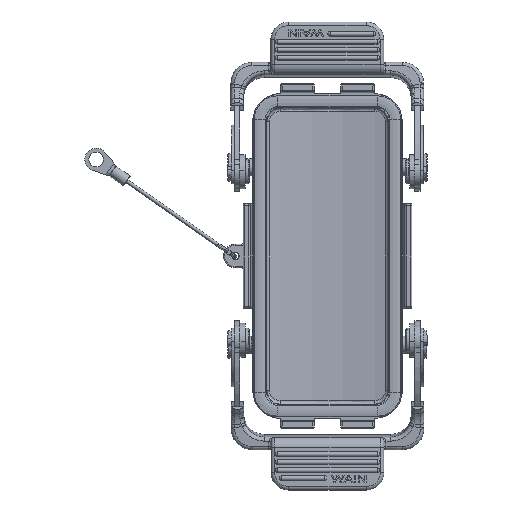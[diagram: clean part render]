
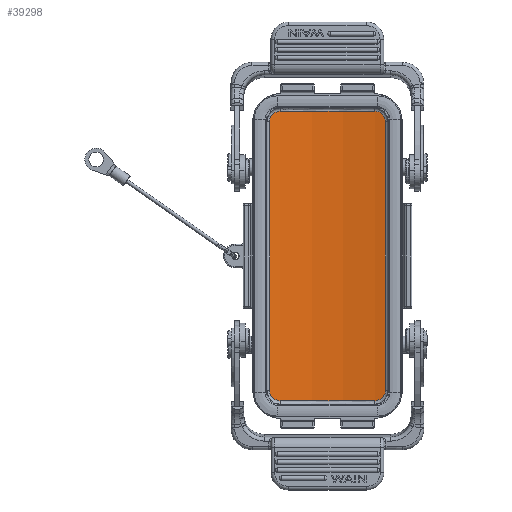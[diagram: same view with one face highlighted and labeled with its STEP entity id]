
A CAD part, front view. The second image highlights one B-rep face of the part: STEP entity #39298.
In plain terms, the highlighted cylindrical face has radius 77.4 mm (diameter 154.8 mm), a partial arc.
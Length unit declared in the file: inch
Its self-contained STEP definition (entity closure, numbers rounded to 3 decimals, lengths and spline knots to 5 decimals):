
#6648=CARTESIAN_POINT('',(0.,-2.86614,-1.64172));
#6649=DIRECTION('',(0.,0.,-1.));
#6650=DIRECTION('',(-0.176,0.984,0.));
#6651=AXIS2_PLACEMENT_3D('',#6648,#6649,#6650);
#6838=DIRECTION('',(0.,0.,-1.));
#6839=VECTOR('',#6838,3.04724);
#6840=CARTESIAN_POINT('',(0.65669,0.1095,
1.52362));
#6841=LINE('',#6840,#6839);
#6842=CARTESIAN_POINT('',(0.65669,0.1095,
-1.52362));
#6843=CARTESIAN_POINT('',(0.65671,0.1095,
-1.53384));
#6844=CARTESIAN_POINT('',(0.65417,0.11006,
-1.55367));
#6845=CARTESIAN_POINT('',(0.64186,0.11275,
-1.5834));
#6846=CARTESIAN_POINT('',(0.62322,0.11672,
-1.60757));
#6847=CARTESIAN_POINT('',(0.598,0.1219,
-1.62708));
#6848=CARTESIAN_POINT('',(0.56857,0.12764,
-1.63932));
#6849=CARTESIAN_POINT('',(0.5477,0.1315,
-1.64187));
#6850=CARTESIAN_POINT('',(0.53682,0.13345,
-1.64189));
#6852=DIRECTION('',(0.,0.,1.));
#6853=VECTOR('',#6852,3.04724);
#6854=CARTESIAN_POINT('',(-0.65669,0.1095,
-1.52362));
#6855=LINE('',#6854,#6853);
#6856=CARTESIAN_POINT('',(-0.65669,0.1095,
1.52362));
#6857=CARTESIAN_POINT('',(-0.65671,0.1095,
1.53384));
#6858=CARTESIAN_POINT('',(-0.65417,0.11006,
1.55367));
#6859=CARTESIAN_POINT('',(-0.64186,0.11275,
1.5834));
#6860=CARTESIAN_POINT('',(-0.62322,0.11672,
1.60757));
#6861=CARTESIAN_POINT('',(-0.598,0.1219,
1.62708));
#6862=CARTESIAN_POINT('',(-0.56857,0.12764,
1.63932));
#6863=CARTESIAN_POINT('',(-0.5477,0.1315,
1.64187));
#6864=CARTESIAN_POINT('',(-0.53682,0.13345,
1.64189));
#6866=CARTESIAN_POINT('',(0.,-2.86614,1.64172));
#6867=DIRECTION('',(0.,0.,-1.));
#6868=DIRECTION('',(-0.176,0.984,0.));
#6869=AXIS2_PLACEMENT_3D('',#6866,#6867,#6868);
#6871=CARTESIAN_POINT('',(0.53682,0.13345,
1.6418));
#6872=CARTESIAN_POINT('',(0.54773,0.13149,
1.64188));
#6873=CARTESIAN_POINT('',(0.56861,0.12763,
1.63927));
#6874=CARTESIAN_POINT('',(0.59741,0.12201,
1.62737));
#6875=CARTESIAN_POINT('',(0.6228,0.11681,
1.60806));
#6876=CARTESIAN_POINT('',(0.64174,0.11278,
1.58364));
#6877=CARTESIAN_POINT('',(0.65394,0.11011,
1.55454));
#6878=CARTESIAN_POINT('',(0.65663,0.10952,
1.5342));
#6879=CARTESIAN_POINT('',(0.65669,0.1095,
1.52362));
#6896=CARTESIAN_POINT('',(-0.65669,0.1095,
-1.52362));
#6897=CARTESIAN_POINT('',(-0.65664,0.10951,
-1.53412));
#6898=CARTESIAN_POINT('',(-0.65398,0.1101,
-1.55433));
#6899=CARTESIAN_POINT('',(-0.64188,0.11275,
-1.58339));
#6900=CARTESIAN_POINT('',(-0.62302,0.11676,
-1.60785));
#6901=CARTESIAN_POINT('',(-0.59763,0.12197,
-1.62723));
#6902=CARTESIAN_POINT('',(-0.56894,0.12757,
-1.63921));
#6903=CARTESIAN_POINT('',(-0.54781,0.13148,
-1.64186));
#6904=CARTESIAN_POINT('',(-0.53691,0.13343,
-1.6418));
#6906=CARTESIAN_POINT('',(-0.53691,0.13343,
-1.6418));
#22524=CARTESIAN_POINT('',(0.65669,0.1095,
1.52362));
#22525=VERTEX_POINT('',#22524);
#22526=VERTEX_POINT('',#6871);
#22529=CARTESIAN_POINT('',(0.65669,0.1095,
-1.52362));
#22530=VERTEX_POINT('',#22529);
#22531=VERTEX_POINT('',#6850);
#22540=CARTESIAN_POINT('',(-0.65669,0.1095,
-1.52362));
#22541=CARTESIAN_POINT('',(-0.65669,0.1095,
1.52362));
#22542=VERTEX_POINT('',#22540);
#22543=VERTEX_POINT('',#22541);
#22544=VERTEX_POINT('',#6864);
#22545=VERTEX_POINT('',#6906);
#39278=CARTESIAN_POINT('',(0.,-2.86614,-1.70753));
#39279=DIRECTION('',(0.,0.,1.));
#39280=DIRECTION('',(1.,0.,0.));
#39281=AXIS2_PLACEMENT_3D('',#39278,#39279,#39280);
#39282=CYLINDRICAL_SURFACE('',#39281,3.04724);
#39283=ORIENTED_EDGE('',*,*,#39271,.T.);
#39284=ORIENTED_EDGE('',*,*,#39075,.T.);
#39285=ORIENTED_EDGE('',*,*,#39107,.F.);
#39287=ORIENTED_EDGE('',*,*,#39286,.F.);
#39289=ORIENTED_EDGE('',*,*,#39288,.T.);
#39291=ORIENTED_EDGE('',*,*,#39290,.T.);
#39293=ORIENTED_EDGE('',*,*,#39292,.T.);
#39295=ORIENTED_EDGE('',*,*,#39294,.T.);
#39296=EDGE_LOOP('',(#39283,#39284,#39285,#39287,#39289,#39291,#39293,#39295));
#39297=FACE_OUTER_BOUND('',#39296,.F.);
#6652=CIRCLE('',#6651,3.04724);
#6851=B_SPLINE_CURVE_WITH_KNOTS('',3,(#6842,#6843,#6844,#6845,#6846,#6847,#6848,
#6849,#6850),.UNSPECIFIED.,.F.,.F.,(4,1,1,1,1,1,4),(0.,0.16667,
0.33333,0.5,0.66667,0.83333,1.),
.UNSPECIFIED.);
#6865=B_SPLINE_CURVE_WITH_KNOTS('',3,(#6856,#6857,#6858,#6859,#6860,#6861,#6862,
#6863,#6864),.UNSPECIFIED.,.F.,.F.,(4,1,1,1,1,1,4),(0.,0.16667,
0.33333,0.5,0.66667,0.83333,1.),
.UNSPECIFIED.);
#6870=CIRCLE('',#6869,3.04724);
#6880=B_SPLINE_CURVE_WITH_KNOTS('',3,(#6871,#6872,#6873,#6874,#6875,#6876,#6877,
#6878,#6879),.UNSPECIFIED.,.F.,.F.,(4,1,1,1,1,1,4),(0.,0.16667,
0.33333,0.5,0.66667,0.83333,1.),
.UNSPECIFIED.);
#6905=B_SPLINE_CURVE_WITH_KNOTS('',3,(#6896,#6897,#6898,#6899,#6900,#6901,#6902,
#6903,#6904),.UNSPECIFIED.,.F.,.F.,(4,1,1,1,1,1,4),(0.,0.16667,
0.33333,0.5,0.66667,0.83333,1.),
.UNSPECIFIED.);
#39075=EDGE_CURVE('',#22530,#22531,#6851,.T.);
#39107=EDGE_CURVE('',#22545,#22531,#6652,.T.);
#39271=EDGE_CURVE('',#22525,#22530,#6841,.T.);
#39286=EDGE_CURVE('',#22542,#22545,#6905,.T.);
#39288=EDGE_CURVE('',#22542,#22543,#6855,.T.);
#39290=EDGE_CURVE('',#22543,#22544,#6865,.T.);
#39292=EDGE_CURVE('',#22544,#22526,#6870,.T.);
#39294=EDGE_CURVE('',#22526,#22525,#6880,.T.);
#39298=ADVANCED_FACE('',(#39297),#39282,.F.);
